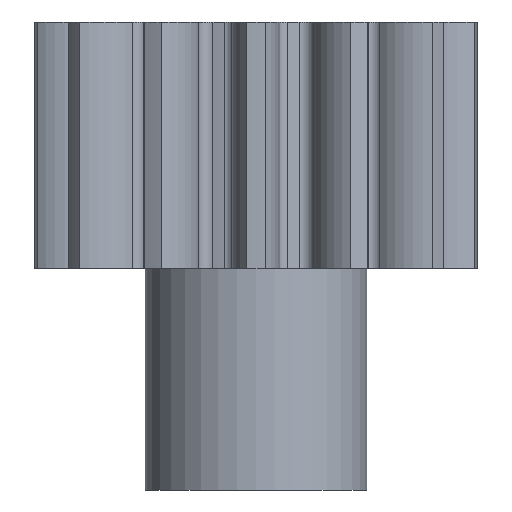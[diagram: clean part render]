
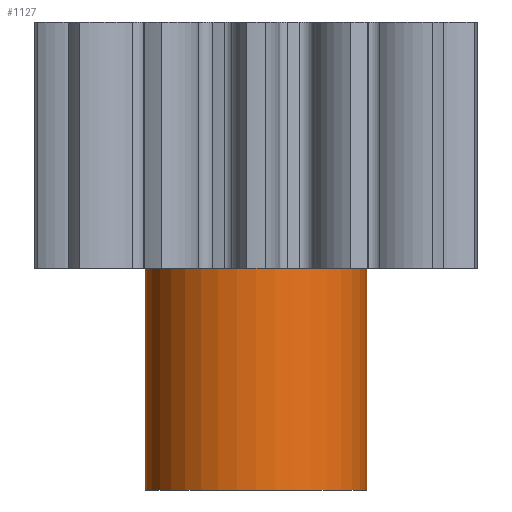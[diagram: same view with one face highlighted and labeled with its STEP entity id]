
A CAD part, front view. The second image highlights one B-rep face of the part: STEP entity #1127.
In plain terms, the highlighted cylindrical face has radius 4.5 mm (diameter 9 mm), a partial arc.
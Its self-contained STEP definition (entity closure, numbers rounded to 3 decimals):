
#266 = VERTEX_POINT ( 'NONE', #1755 ) ;
#268 = EDGE_CURVE ( 'NONE', #352, #266, #1754, .T. ) ;
#270 = VERTEX_POINT ( 'NONE', #1618 ) ;
#273 = EDGE_CURVE ( 'NONE', #397, #270, #388, .T. ) ;
#321 = VECTOR ( 'NONE', #355, 1000. ) ;
#352 = VERTEX_POINT ( 'NONE', #1841 ) ;
#355 = DIRECTION ( 'NONE',  ( 0., 0., 1. ) ) ;
#387 = CARTESIAN_POINT ( 'NONE',  ( -4.5, 0., -9. ) ) ;
#388 = LINE ( 'NONE', #387, #321 ) ;
#397 = VERTEX_POINT ( 'NONE', #2046 ) ;
#618 = EDGE_CURVE ( 'NONE', #270, #266, #2387, .T. ) ;
#1045 = ORIENTED_EDGE ( 'NONE', *, *, #618, .F. ) ;
#1124 = EDGE_LOOP ( 'NONE', ( #1274, #1270, #1125, #1045 ) ) ;
#1125 = ORIENTED_EDGE ( 'NONE', *, *, #268, .T. ) ;
#1127 = ADVANCED_FACE ( 'NONE', ( #3148 ), #3131, .T. ) ;
#1128 = EDGE_CURVE ( 'NONE', #397, #352, #3162, .T. ) ;
#1270 = ORIENTED_EDGE ( 'NONE', *, *, #1128, .T. ) ;
#1274 = ORIENTED_EDGE ( 'NONE', *, *, #273, .F. ) ;
#1616 = VECTOR ( 'NONE', #1752, 1000. ) ;
#1618 = CARTESIAN_POINT ( 'NONE',  ( -4.5, 0., 0. ) ) ;
#1752 = DIRECTION ( 'NONE',  ( 0., 0., 1. ) ) ;
#1753 = CARTESIAN_POINT ( 'NONE',  ( 4.5, 0., -9. ) ) ;
#1754 = LINE ( 'NONE', #1753, #1616 ) ;
#1755 = CARTESIAN_POINT ( 'NONE',  ( 4.5, 0., 0. ) ) ;
#1841 = CARTESIAN_POINT ( 'NONE',  ( 4.5, 0., -9. ) ) ;
#2046 = CARTESIAN_POINT ( 'NONE',  ( -4.5, 0., -9. ) ) ;
#2383 = DIRECTION ( 'NONE',  ( 1., 0., 0. ) ) ;
#2384 = DIRECTION ( 'NONE',  ( 0., 0., 1. ) ) ;
#2385 = CARTESIAN_POINT ( 'NONE',  ( 0., 0., 0. ) ) ;
#2386 = AXIS2_PLACEMENT_3D ( 'NONE', #2385, #2384, #2383 ) ;
#2387 = CIRCLE ( 'NONE', #2386, 4.5 ) ;
#3115 = CARTESIAN_POINT ( 'NONE',  ( 0., 0., -9. ) ) ;
#3122 = DIRECTION ( 'NONE',  ( 1., 0., 0. ) ) ;
#3126 = DIRECTION ( 'NONE',  ( 1., 0., 0. ) ) ;
#3128 = AXIS2_PLACEMENT_3D ( 'NONE', #3115, #3147, #3126 ) ;
#3131 = CYLINDRICAL_SURFACE ( 'NONE', #3128, 4.5 ) ;
#3147 = DIRECTION ( 'NONE',  ( 0., 0., 1. ) ) ;
#3148 = FACE_OUTER_BOUND ( 'NONE', #1124, .T. ) ;
#3156 = DIRECTION ( 'NONE',  ( 0., 0., 1. ) ) ;
#3157 = AXIS2_PLACEMENT_3D ( 'NONE', #3165, #3156, #3122 ) ;
#3162 = CIRCLE ( 'NONE', #3157, 4.5 ) ;
#3165 = CARTESIAN_POINT ( 'NONE',  ( 0., 0., -9. ) ) ;
